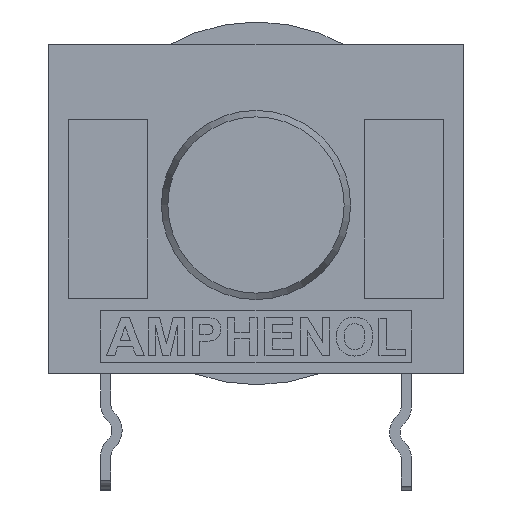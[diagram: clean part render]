
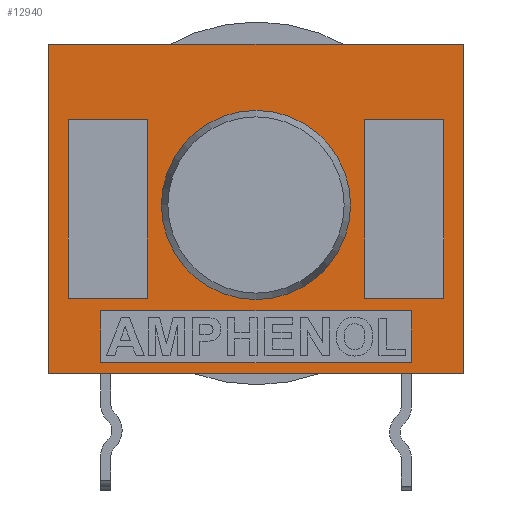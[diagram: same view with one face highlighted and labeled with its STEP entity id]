
A CAD part, left-side view. The second image highlights one B-rep face of the part: STEP entity #12940.
In plain terms, the highlighted planar face has unit normal (-1, 0, 0).
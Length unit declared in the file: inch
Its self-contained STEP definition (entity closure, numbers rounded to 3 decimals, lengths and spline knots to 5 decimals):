
#222=FACE_BOUND('',#2102,.T.);
#223=FACE_BOUND('',#2103,.T.);
#224=FACE_BOUND('',#2104,.T.);
#225=FACE_BOUND('',#2105,.T.);
#673=PLANE('',#13852);
#1406=FACE_OUTER_BOUND('',#2101,.T.);
#2101=EDGE_LOOP('',(#11562,#11563,#11564,#11565));
#2102=EDGE_LOOP('',(#11566,#11567,#11568,#11569));
#2103=EDGE_LOOP('',(#11570));
#2104=EDGE_LOOP('',(#11571,#11572,#11573,#11574));
#2105=EDGE_LOOP('',(#11575,#11576,#11577,#11578));
#2741=LINE('',#19088,#4128);
#3092=LINE('',#20330,#4479);
#3095=LINE('',#20336,#4482);
#3098=LINE('',#20342,#4485);
#3101=LINE('',#20346,#4488);
#3325=LINE('',#20788,#4712);
#3420=LINE('',#20970,#4807);
#3432=LINE('',#20993,#4819);
#3457=LINE('',#21045,#4844);
#3462=LINE('',#21055,#4849);
#3481=LINE('',#21093,#4868);
#3485=LINE('',#21099,#4872);
#3487=LINE('',#21102,#4874);
#3489=LINE('',#21108,#4876);
#3492=LINE('',#21113,#4879);
#3496=LINE('',#21119,#4883);
#4128=VECTOR('',#15712,0.62992);
#4479=VECTOR('',#16271,0.47244);
#4482=VECTOR('',#16276,0.07874);
#4485=VECTOR('',#16281,0.47244);
#4488=VECTOR('',#16286,0.07874);
#4712=VECTOR('',#16672,0.5);
#4807=VECTOR('',#16873,0.5);
#4819=VECTOR('',#16901,0.62992);
#4844=VECTOR('',#16942,0.12008);
#4849=VECTOR('',#16949,0.12008);
#4868=VECTOR('',#16982,0.12008);
#4872=VECTOR('',#16988,0.27165);
#4874=VECTOR('',#16992,0.27165);
#4876=VECTOR('',#16998,0.27165);
#4879=VECTOR('',#17003,0.12008);
#4883=VECTOR('',#17009,0.27165);
#5124=CIRCLE('',#13528,0.1437);
#5702=VERTEX_POINT('',#18881);
#5772=VERTEX_POINT('',#19085);
#5773=VERTEX_POINT('',#19087);
#6063=VERTEX_POINT('',#20327);
#6064=VERTEX_POINT('',#20329);
#6066=VERTEX_POINT('',#20335);
#6068=VERTEX_POINT('',#20341);
#6205=VERTEX_POINT('',#20786);
#6239=VERTEX_POINT('',#20969);
#6260=VERTEX_POINT('',#21042);
#6261=VERTEX_POINT('',#21044);
#6264=VERTEX_POINT('',#21052);
#6265=VERTEX_POINT('',#21054);
#6276=VERTEX_POINT('',#21090);
#6277=VERTEX_POINT('',#21092);
#6280=VERTEX_POINT('',#21107);
#6281=VERTEX_POINT('',#21112);
#7131=EDGE_CURVE('',#5702,#5702,#5124,.T.);
#7226=EDGE_CURVE('',#5772,#5773,#2741,.T.);
#7642=EDGE_CURVE('',#6064,#6063,#3092,.T.);
#7645=EDGE_CURVE('',#6066,#6064,#3095,.T.);
#7648=EDGE_CURVE('',#6068,#6066,#3098,.T.);
#7651=EDGE_CURVE('',#6063,#6068,#3101,.T.);
#7877=EDGE_CURVE('',#5772,#6205,#3325,.T.);
#7972=EDGE_CURVE('',#5773,#6239,#3420,.T.);
#7984=EDGE_CURVE('',#6205,#6239,#3432,.T.);
#8009=EDGE_CURVE('',#6261,#6260,#3457,.T.);
#8014=EDGE_CURVE('',#6265,#6264,#3462,.T.);
#8033=EDGE_CURVE('',#6277,#6276,#3481,.T.);
#8037=EDGE_CURVE('',#6264,#6277,#3485,.T.);
#8039=EDGE_CURVE('',#6276,#6265,#3487,.T.);
#8041=EDGE_CURVE('',#6280,#6261,#3489,.T.);
#8044=EDGE_CURVE('',#6281,#6280,#3492,.T.);
#8048=EDGE_CURVE('',#6260,#6281,#3496,.T.);
#11562=ORIENTED_EDGE('',*,*,#7984,.T.);
#11563=ORIENTED_EDGE('',*,*,#7972,.F.);
#11564=ORIENTED_EDGE('',*,*,#7226,.F.);
#11565=ORIENTED_EDGE('',*,*,#7877,.T.);
#11566=ORIENTED_EDGE('',*,*,#7642,.T.);
#11567=ORIENTED_EDGE('',*,*,#7651,.T.);
#11568=ORIENTED_EDGE('',*,*,#7648,.T.);
#11569=ORIENTED_EDGE('',*,*,#7645,.T.);
#11570=ORIENTED_EDGE('',*,*,#7131,.T.);
#11571=ORIENTED_EDGE('',*,*,#8033,.T.);
#11572=ORIENTED_EDGE('',*,*,#8039,.T.);
#11573=ORIENTED_EDGE('',*,*,#8014,.T.);
#11574=ORIENTED_EDGE('',*,*,#8037,.T.);
#11575=ORIENTED_EDGE('',*,*,#8009,.T.);
#11576=ORIENTED_EDGE('',*,*,#8048,.T.);
#11577=ORIENTED_EDGE('',*,*,#8044,.T.);
#11578=ORIENTED_EDGE('',*,*,#8041,.T.);
#12940=ADVANCED_FACE('',(#1406,#222,#223,#224,#225),#673,.T.);
#13528=AXIS2_PLACEMENT_3D('',#18882,#15550,#15551);
#13852=AXIS2_PLACEMENT_3D('',#21122,#17014,#17015);
#15550=DIRECTION('center_axis',(1.,0.,0.));
#15551=DIRECTION('ref_axis',(0.,1.,0.));
#15712=DIRECTION('',(0.,1.,0.));
#16271=DIRECTION('',(0.,1.,0.));
#16276=DIRECTION('',(0.,0.,-1.));
#16281=DIRECTION('',(0.,-1.,0.));
#16286=DIRECTION('',(0.,0.,1.));
#16672=DIRECTION('',(0.,0.,1.));
#16873=DIRECTION('',(0.,0.,1.));
#16901=DIRECTION('',(0.,1.,0.));
#16942=DIRECTION('',(0.,1.,0.));
#16949=DIRECTION('',(0.,1.,0.));
#16982=DIRECTION('',(0.,-1.,0.));
#16988=DIRECTION('',(0.,0.,1.));
#16992=DIRECTION('',(0.,0.,-1.));
#16998=DIRECTION('',(0.,0.,-1.));
#17003=DIRECTION('',(0.,-1.,0.));
#17009=DIRECTION('',(0.,0.,1.));
#17014=DIRECTION('center_axis',(-1.,0.,0.));
#17015=DIRECTION('ref_axis',(0.,0.,
1.));
#18881=CARTESIAN_POINT('',(-0.60039,-0.1437,0.00591));
#18882=CARTESIAN_POINT('Origin',(-0.60039,0.,
0.00591));
#19085=CARTESIAN_POINT('',(-0.60039,-0.31496,-0.25));
#19087=CARTESIAN_POINT('',(-0.60039,0.31496,-0.25));
#19088=CARTESIAN_POINT('',(-0.60039,-0.31496,-0.25));
#20327=CARTESIAN_POINT('',(-0.60039,0.23622,-0.23346));
#20329=CARTESIAN_POINT('',(-0.60039,-0.23622,-0.23346));
#20330=CARTESIAN_POINT('',(-0.60039,-0.23622,-0.23346));
#20335=CARTESIAN_POINT('',(-0.60039,-0.23622,-0.15472));
#20336=CARTESIAN_POINT('',(-0.60039,-0.23622,-0.15472));
#20341=CARTESIAN_POINT('',(-0.60039,0.23622,-0.15472));
#20342=CARTESIAN_POINT('',(-0.60039,0.23622,-0.15472));
#20346=CARTESIAN_POINT('',(-0.60039,0.23622,-0.23346));
#20786=CARTESIAN_POINT('',(-0.60039,-0.31496,0.25));
#20788=CARTESIAN_POINT('',(-0.60039,-0.31496,-0.25));
#20969=CARTESIAN_POINT('',(-0.60039,0.31496,0.25));
#20970=CARTESIAN_POINT('',(-0.60039,0.31496,-0.25));
#20993=CARTESIAN_POINT('',(-0.60039,-0.31496,0.25));
#21042=CARTESIAN_POINT('',(-0.60039,0.28543,-0.13583));
#21044=CARTESIAN_POINT('',(-0.60039,0.16535,-0.13583));
#21045=CARTESIAN_POINT('',(-0.60039,0.16535,-0.13583));
#21052=CARTESIAN_POINT('',(-0.60039,-0.16535,-0.13583));
#21054=CARTESIAN_POINT('',(-0.60039,-0.28543,-0.13583));
#21055=CARTESIAN_POINT('',(-0.60039,-0.28543,-0.13583));
#21090=CARTESIAN_POINT('',(-0.60039,-0.28543,0.13583));
#21092=CARTESIAN_POINT('',(-0.60039,-0.16535,0.13583));
#21093=CARTESIAN_POINT('',(-0.60039,-0.16535,0.13583));
#21099=CARTESIAN_POINT('',(-0.60039,-0.16535,-0.13583));
#21102=CARTESIAN_POINT('',(-0.60039,-0.28543,0.13583));
#21107=CARTESIAN_POINT('',(-0.60039,0.16535,0.13583));
#21108=CARTESIAN_POINT('',(-0.60039,0.16535,0.13583));
#21112=CARTESIAN_POINT('',(-0.60039,0.28543,0.13583));
#21113=CARTESIAN_POINT('',(-0.60039,0.28543,0.13583));
#21119=CARTESIAN_POINT('',(-0.60039,0.28543,-0.13583));
#21122=CARTESIAN_POINT('Origin',(-0.60039,-0.31496,-0.25));
